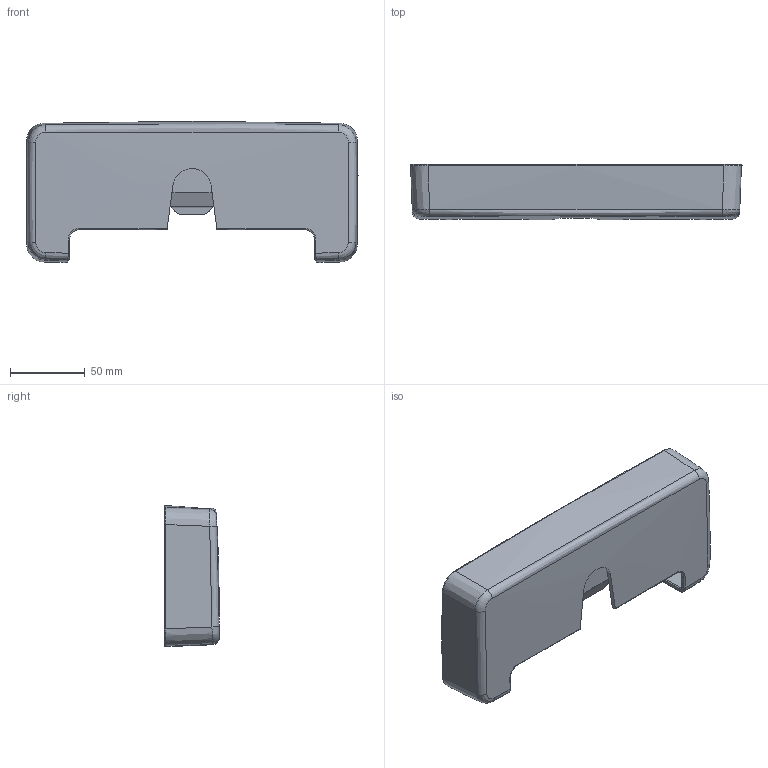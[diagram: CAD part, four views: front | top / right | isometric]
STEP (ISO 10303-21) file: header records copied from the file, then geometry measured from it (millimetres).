
FILE_DESCRIPTION (( 'STEP AP203' ), '1' );
FILE_NAME ('253050(2016)+44730100.STEP', '2017-03-09T05:47:07', ( '' ), ( '' ), 'SwSTEP 2.0', 'SolidWorks 2016', '' );
FILE_SCHEMA (( 'CONFIG_CONTROL_DESIGN' ));
Length unit declared in the file: millimetre
Products named in the file (1): 253050(2016)+44730100
Bounding box: 221.91 x 36.81 x 94.25 mm (x, y, z)
Volume: 113218.9 mm3; surface area: 64054.2 mm2
Topology: 1 solids, 1 shells, 148 faces, 356 edges, 210 vertices
Faces by surface type: bspline 116, torus 16, plane 10, cylinder 6
Entity records: 8795 total; most frequent: CARTESIAN_POINT 6209, ORIENTED_EDGE 712, EDGE_CURVE 356, DIRECTION 277, B_SPLINE_CURVE_WITH_KNOTS 211, VERTEX_POINT 210, ADVANCED_FACE 148, FACE_OUTER_BOUND 148
